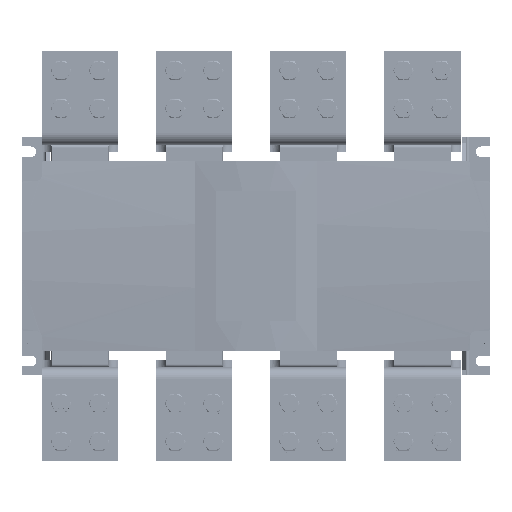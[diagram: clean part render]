
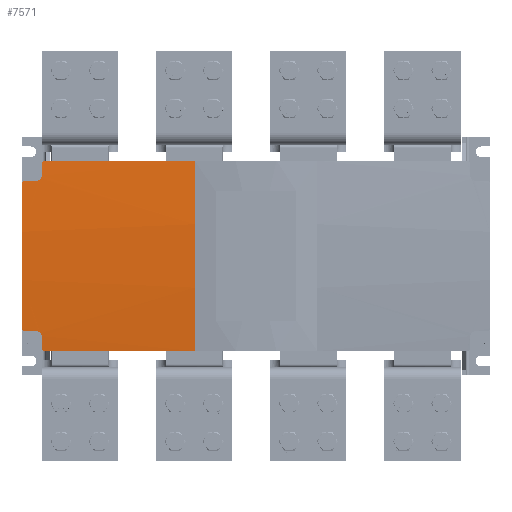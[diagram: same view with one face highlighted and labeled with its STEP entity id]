
A CAD part, top view. The second image highlights one B-rep face of the part: STEP entity #7571.
In plain terms, the highlighted cylindrical face has radius 1252 mm (diameter 2504 mm), a partial arc.
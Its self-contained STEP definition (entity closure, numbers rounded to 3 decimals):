
#6876=CARTESIAN_POINT('',(64.5,0.,-1228.));
#6877=DIRECTION('',(1.,0.,0.));
#6878=DIRECTION('',(0.,0.08,0.997));
#6879=AXIS2_PLACEMENT_3D('',#6876,#6877,#6878);
#6881=CARTESIAN_POINT('',(225.,97.,20.237));
#6882=CARTESIAN_POINT('',(225.,97.325,20.212));
#6883=CARTESIAN_POINT('',(224.901,97.939,20.164));
#6884=CARTESIAN_POINT('',(224.463,98.799,20.096));
#6885=CARTESIAN_POINT('',(223.792,99.468,20.043));
#6886=CARTESIAN_POINT('',(222.936,99.901,20.008));
#6887=CARTESIAN_POINT('',(222.324,100.,20.));
#6888=CARTESIAN_POINT('',(222.,100.,20.));
#6890=CARTESIAN_POINT('',(225.,0.,-1228.));
#6891=DIRECTION('',(1.,0.,0.));
#6892=DIRECTION('',(0.,0.077,0.997));
#6893=AXIS2_PLACEMENT_3D('',#6890,#6891,#6892);
#6895=DIRECTION('',(1.,0.,0.));
#6896=VECTOR('',#6895,11.5);
#6897=CARTESIAN_POINT('',(231.5,79.,21.505));
#6898=LINE('',#6897,#6896);
#6899=CARTESIAN_POINT('',(246.,76.,21.691));
#6900=CARTESIAN_POINT('',(246.,76.324,21.671));
#6901=CARTESIAN_POINT('',(245.901,76.938,21.634));
#6902=CARTESIAN_POINT('',(245.466,77.794,21.581));
#6903=CARTESIAN_POINT('',(244.797,78.465,21.539));
#6904=CARTESIAN_POINT('',(243.938,78.901,21.511));
#6905=CARTESIAN_POINT('',(243.324,79.,21.505));
#6906=CARTESIAN_POINT('',(243.,79.,21.505));
#6908=CARTESIAN_POINT('',(243.,-79.,21.505));
#6909=CARTESIAN_POINT('',(243.324,-79.,21.505));
#6910=CARTESIAN_POINT('',(243.938,-78.901,21.511));
#6911=CARTESIAN_POINT('',(244.797,-78.465,21.539));
#6912=CARTESIAN_POINT('',(245.466,-77.794,21.581));
#6913=CARTESIAN_POINT('',(245.901,-76.938,21.634));
#6914=CARTESIAN_POINT('',(246.,-76.324,21.671));
#6915=CARTESIAN_POINT('',(246.,-76.,21.691));
#6917=DIRECTION('',(1.,0.,0.));
#6918=VECTOR('',#6917,11.5);
#6919=CARTESIAN_POINT('',(231.5,-79.,21.505));
#6920=LINE('',#6919,#6918);
#6921=CARTESIAN_POINT('',(225.,0.,-1228.));
#6922=DIRECTION('',(1.,0.,0.));
#6923=DIRECTION('',(0.,-0.068,0.998));
#6924=AXIS2_PLACEMENT_3D('',#6921,#6922,#6923);
#6926=CARTESIAN_POINT('',(222.,-100.,20.));
#6927=CARTESIAN_POINT('',(222.324,-100.,20.));
#6928=CARTESIAN_POINT('',(222.936,-99.901,20.008));
#6929=CARTESIAN_POINT('',(223.792,-99.468,20.043));
#6930=CARTESIAN_POINT('',(224.463,-98.799,20.096));
#6931=CARTESIAN_POINT('',(224.901,-97.939,20.164));
#6932=CARTESIAN_POINT('',(225.,-97.325,20.212));
#6933=CARTESIAN_POINT('',(225.,-97.,20.237));
#7011=DIRECTION('',(1.,0.,0.));
#7012=VECTOR('',#7011,157.5);
#7013=CARTESIAN_POINT('',(64.5,-100.,20.));
#7014=LINE('',#7013,#7012);
#7056=DIRECTION('',(1.,0.,0.));
#7057=VECTOR('',#7056,157.5);
#7058=CARTESIAN_POINT('',(64.5,100.,20.));
#7059=LINE('',#7058,#7057);
#7143=CARTESIAN_POINT('',(231.5,79.,21.505));
#7144=CARTESIAN_POINT('',(230.941,79.,21.505));
#7145=CARTESIAN_POINT('',(229.816,79.143,21.496));
#7146=CARTESIAN_POINT('',(228.202,79.811,21.454));
#7147=CARTESIAN_POINT('',(226.856,80.85,21.387));
#7148=CARTESIAN_POINT('',(225.815,82.194,21.299));
#7149=CARTESIAN_POINT('',(225.143,83.814,21.192));
#7150=CARTESIAN_POINT('',(225.,84.94,21.115));
#7151=CARTESIAN_POINT('',(225.,85.5,21.077));
#7174=CARTESIAN_POINT('',(225.,-85.5,21.077));
#7175=CARTESIAN_POINT('',(225.,-84.94,21.116));
#7176=CARTESIAN_POINT('',(225.144,-83.813,21.192));
#7177=CARTESIAN_POINT('',(225.813,-82.198,21.299));
#7178=CARTESIAN_POINT('',(226.853,-80.853,21.387));
#7179=CARTESIAN_POINT('',(228.198,-79.813,21.454));
#7180=CARTESIAN_POINT('',(229.817,-79.142,21.496));
#7181=CARTESIAN_POINT('',(230.941,-79.,21.505));
#7182=CARTESIAN_POINT('',(231.5,-79.,21.505));
#7205=CARTESIAN_POINT('',(246.,0.,-1228.));
#7206=DIRECTION('',(1.,0.,0.));
#7207=DIRECTION('',(0.,0.061,0.998));
#7208=AXIS2_PLACEMENT_3D('',#7205,#7206,#7207);
#7316=CARTESIAN_POINT('',(231.5,79.,21.505));
#7318=VERTEX_POINT('',#7316);
#7320=CARTESIAN_POINT('',(225.,85.5,21.077));
#7322=VERTEX_POINT('',#7320);
#7324=CARTESIAN_POINT('',(225.,-85.5,21.077));
#7326=VERTEX_POINT('',#7324);
#7328=CARTESIAN_POINT('',(231.5,-79.,21.505));
#7330=VERTEX_POINT('',#7328);
#7348=VERTEX_POINT('',#6899);
#7349=VERTEX_POINT('',#6906);
#7358=CARTESIAN_POINT('',(225.,97.,20.237));
#7359=VERTEX_POINT('',#7358);
#7360=VERTEX_POINT('',#6888);
#7361=VERTEX_POINT('',#6926);
#7362=VERTEX_POINT('',#6933);
#7371=CARTESIAN_POINT('',(243.,-79.,21.505));
#7372=VERTEX_POINT('',#7371);
#7373=VERTEX_POINT('',#6915);
#7400=CARTESIAN_POINT('',(64.5,100.,20.));
#7401=CARTESIAN_POINT('',(64.5,-100.,20.));
#7402=VERTEX_POINT('',#7400);
#7403=VERTEX_POINT('',#7401);
#7537=CARTESIAN_POINT('',(246.,0.,-1228.));
#7538=DIRECTION('',(1.,0.,0.));
#7539=DIRECTION('',(0.,1.,0.));
#7540=AXIS2_PLACEMENT_3D('',#7537,#7538,#7539);
#7541=CYLINDRICAL_SURFACE('',#7540,1252.);
#7543=ORIENTED_EDGE('',*,*,#7542,.F.);
#7545=ORIENTED_EDGE('',*,*,#7544,.T.);
#7547=ORIENTED_EDGE('',*,*,#7546,.F.);
#7549=ORIENTED_EDGE('',*,*,#7548,.T.);
#7551=ORIENTED_EDGE('',*,*,#7550,.F.);
#7553=ORIENTED_EDGE('',*,*,#7552,.T.);
#7554=ORIENTED_EDGE('',*,*,#7527,.F.);
#7556=ORIENTED_EDGE('',*,*,#7555,.T.);
#7558=ORIENTED_EDGE('',*,*,#7557,.F.);
#7560=ORIENTED_EDGE('',*,*,#7559,.F.);
#7562=ORIENTED_EDGE('',*,*,#7561,.F.);
#7564=ORIENTED_EDGE('',*,*,#7563,.T.);
#7566=ORIENTED_EDGE('',*,*,#7565,.F.);
#7568=ORIENTED_EDGE('',*,*,#7567,.F.);
#7569=EDGE_LOOP('',(#7543,#7545,#7547,#7549,#7551,#7553,#7554,#7556,#7558,#7560,
#7562,#7564,#7566,#7568));
#7570=FACE_OUTER_BOUND('',#7569,.F.);
#7571=ADVANCED_FACE('',(#7570),#7541,.T.);
#6880=CIRCLE('',#6879,1252.);
#6889=B_SPLINE_CURVE_WITH_KNOTS('',3,(#6881,#6882,#6883,#6884,#6885,#6886,#6887,
#6888),.UNSPECIFIED.,.F.,.F.,(4,1,1,1,1,4),(0.,0.2,0.4,0.6,0.8,1.),
.UNSPECIFIED.);
#6894=CIRCLE('',#6893,1252.);
#6907=B_SPLINE_CURVE_WITH_KNOTS('',3,(#6899,#6900,#6901,#6902,#6903,#6904,#6905,
#6906),.UNSPECIFIED.,.F.,.F.,(4,1,1,1,1,4),(0.,0.2,0.4,0.6,0.8,1.),
.UNSPECIFIED.);
#6916=B_SPLINE_CURVE_WITH_KNOTS('',3,(#6908,#6909,#6910,#6911,#6912,#6913,#6914,
#6915),.UNSPECIFIED.,.F.,.F.,(4,1,1,1,1,4),(0.,0.2,0.4,0.6,0.8,1.),
.UNSPECIFIED.);
#6925=CIRCLE('',#6924,1252.);
#6934=B_SPLINE_CURVE_WITH_KNOTS('',3,(#6926,#6927,#6928,#6929,#6930,#6931,#6932,
#6933),.UNSPECIFIED.,.F.,.F.,(4,1,1,1,1,4),(0.,0.2,0.4,0.6,0.8,1.),
.UNSPECIFIED.);
#7152=B_SPLINE_CURVE_WITH_KNOTS('',3,(#7143,#7144,#7145,#7146,#7147,#7148,#7149,
#7150,#7151),.UNSPECIFIED.,.F.,.F.,(4,1,1,1,1,1,4),(0.,0.167,
0.333,0.5,0.667,0.833,1.),
.UNSPECIFIED.);
#7183=B_SPLINE_CURVE_WITH_KNOTS('',3,(#7174,#7175,#7176,#7177,#7178,#7179,#7180,
#7181,#7182),.UNSPECIFIED.,.F.,.F.,(4,1,1,1,1,1,4),(0.,0.167,
0.333,0.5,0.667,0.833,1.),
.UNSPECIFIED.);
#7209=CIRCLE('',#7208,1252.);
#7527=EDGE_CURVE('',#7348,#7349,#6907,.T.);
#7542=EDGE_CURVE('',#7402,#7403,#6880,.T.);
#7544=EDGE_CURVE('',#7402,#7360,#7059,.T.);
#7546=EDGE_CURVE('',#7359,#7360,#6889,.T.);
#7548=EDGE_CURVE('',#7359,#7322,#6894,.T.);
#7550=EDGE_CURVE('',#7318,#7322,#7152,.T.);
#7552=EDGE_CURVE('',#7318,#7349,#6898,.T.);
#7555=EDGE_CURVE('',#7348,#7373,#7209,.T.);
#7557=EDGE_CURVE('',#7372,#7373,#6916,.T.);
#7559=EDGE_CURVE('',#7330,#7372,#6920,.T.);
#7561=EDGE_CURVE('',#7326,#7330,#7183,.T.);
#7563=EDGE_CURVE('',#7326,#7362,#6925,.T.);
#7565=EDGE_CURVE('',#7361,#7362,#6934,.T.);
#7567=EDGE_CURVE('',#7403,#7361,#7014,.T.);
